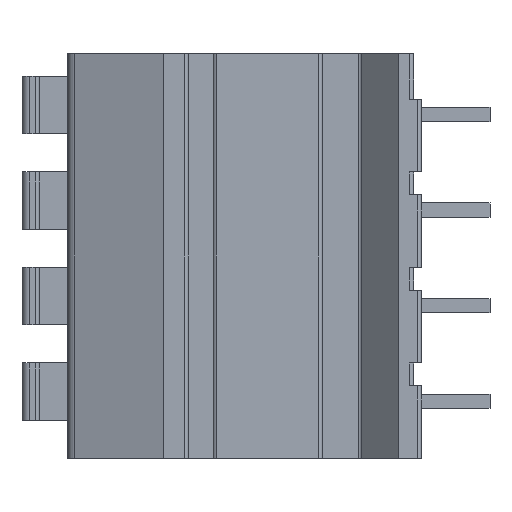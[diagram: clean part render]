
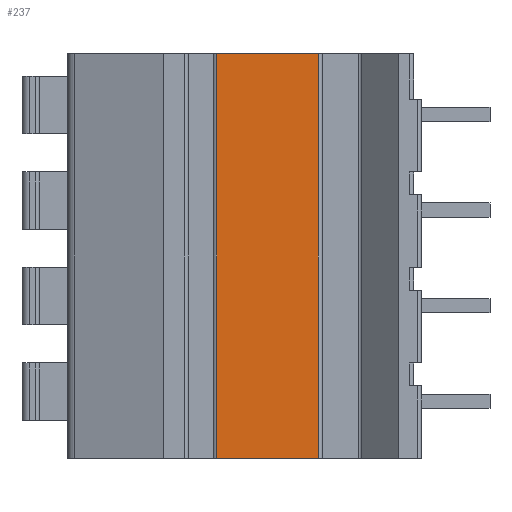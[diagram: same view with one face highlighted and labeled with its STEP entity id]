
A CAD part, left-side view. The second image highlights one B-rep face of the part: STEP entity #237.
In plain terms, the highlighted planar face has unit normal (-1, 0, 0).
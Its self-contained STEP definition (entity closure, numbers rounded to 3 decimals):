
#237 = ADVANCED_FACE( '', ( #731 ), #732, .F. );
#731 = FACE_OUTER_BOUND( '', #1377, .T. );
#732 = PLANE( '', #1378 );
#1377 = EDGE_LOOP( '', ( #3226, #3227, #3228, #3229 ) );
#1378 = AXIS2_PLACEMENT_3D( '', #3230, #3231, #3232 );
#3226 = ORIENTED_EDGE( '', *, *, #4881, .T. );
#3227 = ORIENTED_EDGE( '', *, *, #5051, .F. );
#3228 = ORIENTED_EDGE( '', *, *, #4798, .F. );
#3229 = ORIENTED_EDGE( '', *, *, #4900, .T. );
#3230 = CARTESIAN_POINT( '', ( -17., 10.3, 20. ) );
#3231 = DIRECTION( '', ( 1., 0., 0. ) );
#3232 = DIRECTION( '', ( 0., 0., -1. ) );
#4798 = EDGE_CURVE( '', #6000, #6001, #6002, .T. );
#4881 = EDGE_CURVE( '', #6156, #6154, #6157, .T. );
#4900 = EDGE_CURVE( '', #6000, #6156, #6192, .T. );
#5051 = EDGE_CURVE( '', #6001, #6154, #6439, .T. );
#6000 = VERTEX_POINT( '', #7869 );
#6001 = VERTEX_POINT( '', #7870 );
#6002 = LINE( '', #7871, #7872 );
#6154 = VERTEX_POINT( '', #8080 );
#6156 = VERTEX_POINT( '', #8082 );
#6157 = LINE( '', #8083, #8084 );
#6192 = LINE( '', #8129, #8130 );
#6439 = LINE( '', #8505, #8506 );
#7869 = CARTESIAN_POINT( '', ( -17., 10.3, 21.2 ) );
#7870 = CARTESIAN_POINT( '', ( -17., 4.983, 21.2 ) );
#7871 = CARTESIAN_POINT( '', ( -17., 10.3, 21.2 ) );
#7872 = VECTOR( '', #9376, 1000. );
#8080 = CARTESIAN_POINT( '', ( -17., 4.983, 0. ) );
#8082 = CARTESIAN_POINT( '', ( -17., 10.3, 0. ) );
#8083 = CARTESIAN_POINT( '', ( -17., 10.3, 0. ) );
#8084 = VECTOR( '', #9511, 1000. );
#8129 = CARTESIAN_POINT( '', ( -17., 10.3, 20. ) );
#8130 = VECTOR( '', #9546, 1000. );
#8505 = CARTESIAN_POINT( '', ( -17., 4.983, 20. ) );
#8506 = VECTOR( '', #9741, 1000. );
#9376 = DIRECTION( '', ( 0., -1., 0. ) );
#9511 = DIRECTION( '', ( 0., -1., 0. ) );
#9546 = DIRECTION( '', ( 0., 0., -1. ) );
#9741 = DIRECTION( '', ( 0., 0., -1. ) );
